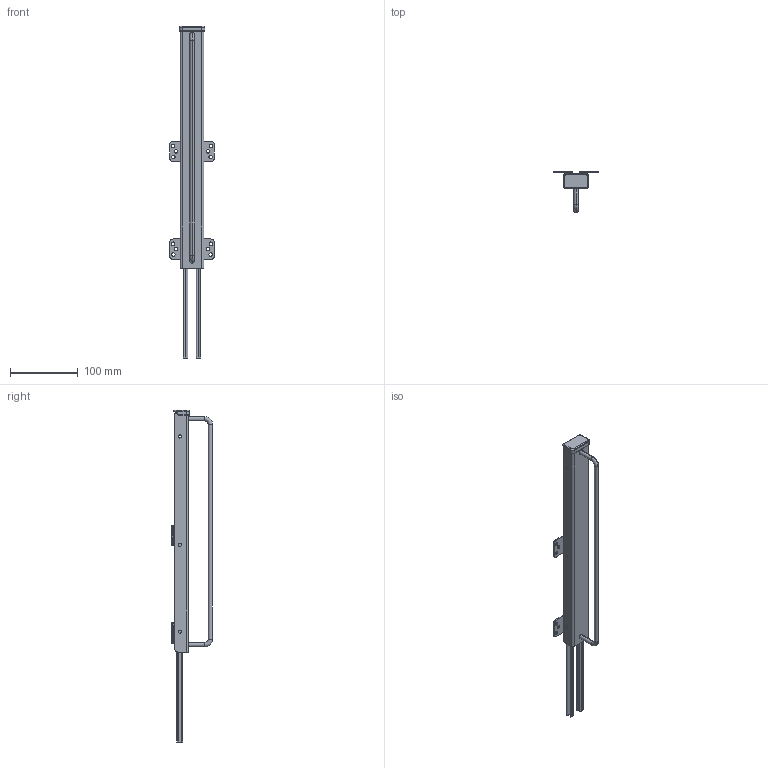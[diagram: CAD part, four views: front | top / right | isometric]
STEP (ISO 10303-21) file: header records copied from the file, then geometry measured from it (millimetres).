
FILE_DESCRIPTION (( 'STEP AP214' ), '1' );
FILE_NAME ('CJTO 360 SOPORTE PERCHA.STEP', '2022-02-24T11:37:00', ( '' ), ( '' ), 'SwSTEP 2.0', 'SolidWorks 2018', '' );
FILE_SCHEMA (( 'AUTOMOTIVE_DESIGN' ));
Length unit declared in the file: millimetre
Products named in the file (15): Copia de 360 CJTO SOPORTE PERCHA(2)^CJTO 360 SOPORTE PERCHA; 278 GUIA L17100_SIM^278 GUIA SOPORTE PERCHA_SIM_CJTO 360 SOPORTE PERCHA; 278 GUIA SOPORTE PERCHA_SIM^CJTO 360 SOPORTE PERCHA_Simetr¡aPredeterminado; 278 GUIA L17100 INT_SIM^278 GUIA L17100_SIM_278 GUIA SOPORTE PERCHA_SIM_CJTO 360 SOPORTE PERCHA_Simetr¡aPredeterminado; 278 GUIA SOPORTE PERCHA_SIM^CJTO 360 SOPORTE PERCHA; 278 GUIA L17100 INT_SIM^278 GUIA L17100_SIM_278 GUIA SOPORTE PERCHA_SIM_CJTO 360 SOPORTE PERCHA; Pieza1_SIM2^278 GUIA SOPORTE PERCHA_SIM_CJTO 360 SOPORTE PERCHA_Simetr¡aPredeterminado; Pieza1_SIM2^278 GUIA SOPORTE PERCHA_SIM_CJTO 360 SOPORTE PERCHA; 360 varilla^Copia de 360 CJTO SOPORTE PERCHA(2)_CJTO 360 SOPORTE PERCHA; 360 PROTECTOR^Copia de 360 CJTO SOPORTE PERCHA(2)_CJTO 360 SOPORTE PERCHA; 278 GUIA L17100 EXT_SIM^278 GUIA L17100_SIM_278 GUIA SOPORTE PERCHA_SIM_CJTO 360 SOPORTE PERCHA; tope(2)^Copia de 360 CJTO SOPORTE PERCHA(2)_CJTO 360 SOPORTE PERCHA; CJTO 360 SOPORTE PERCHA; 278 GUIA L17100_SIM^278 GUIA SOPORTE PERCHA_SIM_CJTO 360 SOPORTE PERCHA_Simetr¡aPredeterminado; 278 GUIA L17100 EXT_SIM^278 GUIA L17100_SIM_278 GUIA SOPORTE PERCHA_SIM_CJTO 360 SOPORTE PERCHA_Simetr¡aPredeterminado
Assembly tree (16 placements, depth 4):
  CJTO 360 SOPORTE PERCHA
    278 GUIA SOPORTE PERCHA_SIM^CJTO 360 SOPORTE PERCHA
      278 GUIA L17100_SIM^278 GUIA SOPORTE PERCHA_SIM_CJTO 360 SOPORTE PERCHA
        278 GUIA L17100 EXT_SIM^278 GUIA L17100_SIM_278 GUIA SOPORTE PERCHA_SIM_CJTO 360 SOPORTE PERCHA
        278 GUIA L17100 INT_SIM^278 GUIA L17100_SIM_278 GUIA SOPORTE PERCHA_SIM_CJTO 360 SOPORTE PERCHA
      Pieza1_SIM2^278 GUIA SOPORTE PERCHA_SIM_CJTO 360 SOPORTE PERCHA  x2
    Copia de 360 CJTO SOPORTE PERCHA(2)^CJTO 360 SOPORTE PERCHA
      360 PROTECTOR^Copia de 360 CJTO SOPORTE PERCHA(2)_CJTO 360 SOPORTE PERCHA
      360 varilla^Copia de 360 CJTO SOPORTE PERCHA(2)_CJTO 360 SOPORTE PERCHA
      tope(2)^Copia de 360 CJTO SOPORTE PERCHA(2)_CJTO 360 SOPORTE PERCHA
    278 GUIA SOPORTE PERCHA_SIM^CJTO 360 SOPORTE PERCHA_Simetr¡aPredeterminado
      278 GUIA L17100_SIM^278 GUIA SOPORTE PERCHA_SIM_CJTO 360 SOPORTE PERCHA_Simetr¡aPredeterminado
        278 GUIA L17100 EXT_SIM^278 GUIA L17100_SIM_278 GUIA SOPORTE PERCHA_SIM_CJTO 360 SOPORTE PERCHA_Simetr¡aPredeterminado
        278 GUIA L17100 INT_SIM^278 GUIA L17100_SIM_278 GUIA SOPORTE PERCHA_SIM_CJTO 360 SOPORTE PERCHA_Simetr¡aPredeterminado
      Pieza1_SIM2^278 GUIA SOPORTE PERCHA_SIM_CJTO 360 SOPORTE PERCHA_Simetr¡aPredeterminado  x2
Bounding box: 66 x 60.35 x 489.5 mm (x, y, z)
Volume: 99414.5 mm3; surface area: 143174.2 mm2
Topology: 13 solids, 13 shells, 414 faces, 1060 edges, 676 vertices
Faces by surface type: cylinder 155, plane 136, bspline 107, torus 12, cone 4
Entity records: 12065 total; most frequent: CARTESIAN_POINT 2457, ORIENTED_EDGE 1904, DIRECTION 1900, EDGE_CURVE 952, AXIS2_PLACEMENT_3D 657, VERTEX_POINT 604, LINE 586, VECTOR 586
